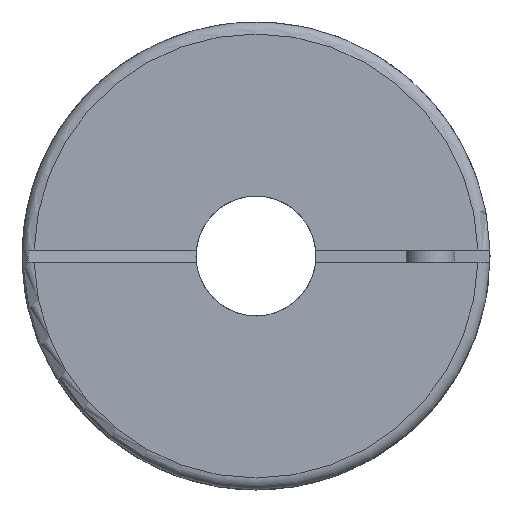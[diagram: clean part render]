
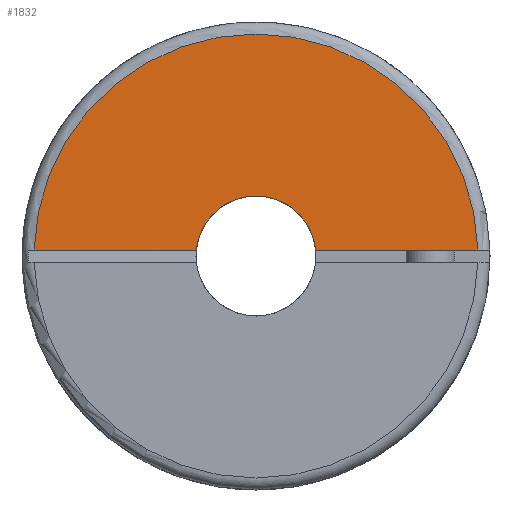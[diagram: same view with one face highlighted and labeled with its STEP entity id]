
A CAD part, left-side view. The second image highlights one B-rep face of the part: STEP entity #1832.
In plain terms, the highlighted planar face has unit normal (-1, 0, 0).
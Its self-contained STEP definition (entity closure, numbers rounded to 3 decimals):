
#114=LINE('',#2849,#268);
#115=LINE('',#2850,#269);
#268=VECTOR('',#2225,1000.);
#269=VECTOR('',#2226,1000.);
#454=ORIENTED_EDGE('',*,*,#961,.F.);
#455=ORIENTED_EDGE('',*,*,#940,.T.);
#456=ORIENTED_EDGE('',*,*,#962,.T.);
#457=ORIENTED_EDGE('',*,*,#944,.F.);
#940=EDGE_CURVE('',#1191,#1197,#1372,.T.);
#944=EDGE_CURVE('',#1200,#1201,#1373,.T.);
#961=EDGE_CURVE('',#1191,#1200,#114,.T.);
#962=EDGE_CURVE('',#1197,#1201,#115,.T.);
#1191=VERTEX_POINT('',#2729);
#1197=VERTEX_POINT('',#2745);
#1200=VERTEX_POINT('',#2762);
#1201=VERTEX_POINT('',#2764);
#1372=CIRCLE('',#1983,5.);
#1373=CIRCLE('',#1985,18.5);
#1450=EDGE_LOOP('',(#454,#455,#456,#457));
#1604=FACE_BOUND('',#1450,.T.);
#1749=PLANE('',#1996);
#1832=ADVANCED_FACE('',(#1604),#1749,.T.);
#1983=AXIS2_PLACEMENT_3D('',#2746,#2193,#2194);
#1985=AXIS2_PLACEMENT_3D('',#2763,#2197,#2198);
#1996=AXIS2_PLACEMENT_3D('',#2848,#2223,#2224);
#2193=DIRECTION('',(1.,0.,0.));
#2194=DIRECTION('',(0.,0.,-1.));
#2197=DIRECTION('',(1.,0.,0.));
#2198=DIRECTION('',(0.,0.,-1.));
#2223=DIRECTION('',(-1.,0.,0.));
#2224=DIRECTION('',(0.,0.,1.));
#2225=DIRECTION('',(0.,1.,0.));
#2226=DIRECTION('',(0.,-1.,0.));
#2729=CARTESIAN_POINT('',(0.,4.975,0.5));
#2745=CARTESIAN_POINT('',(0.,-4.975,0.5));
#2746=CARTESIAN_POINT('',(0.,0.,0.));
#2762=CARTESIAN_POINT('',(0.,18.493,0.5));
#2763=CARTESIAN_POINT('',(0.,0.,0.));
#2764=CARTESIAN_POINT('',(0.,-18.493,0.5));
#2848=CARTESIAN_POINT('',(0.,18.5,0.));
#2849=CARTESIAN_POINT('',(0.,18.5,0.5));
#2850=CARTESIAN_POINT('',(0.,0.,0.5));
